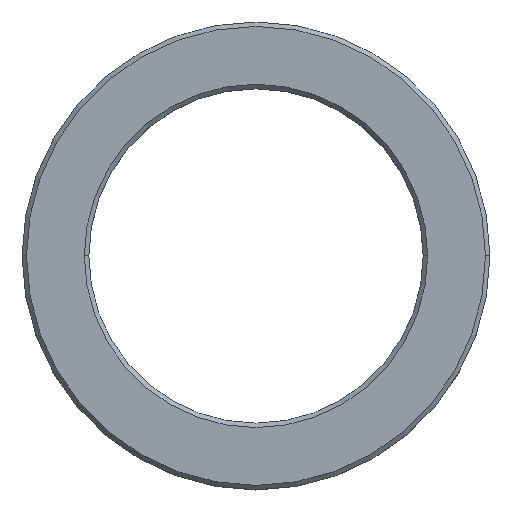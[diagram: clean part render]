
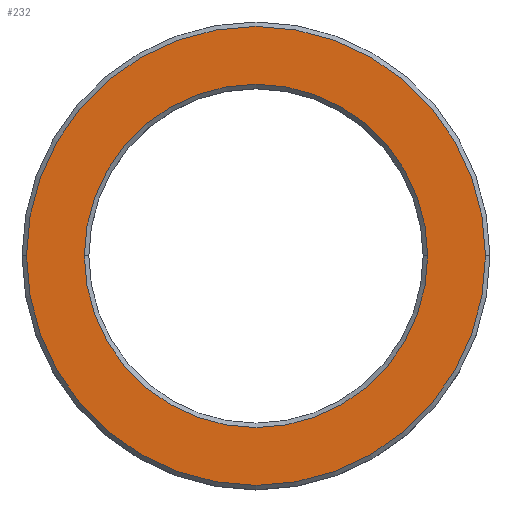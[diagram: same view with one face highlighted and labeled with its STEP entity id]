
A CAD part, top view. The second image highlights one B-rep face of the part: STEP entity #232.
In plain terms, the highlighted planar face has unit normal (0, 0, 1).
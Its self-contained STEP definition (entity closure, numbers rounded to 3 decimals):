
#63=CARTESIAN_POINT('Vertex',(-7.705,0.,5.)) ;
#66=CARTESIAN_POINT('Axis2P3D Location',(0.,0.,5.)) ;
#70=CARTESIAN_POINT('Vertex',(7.705,0.,5.)) ;
#97=CARTESIAN_POINT('Axis2P3D Location',(0.,0.,5.)) ;
#205=CARTESIAN_POINT('Axis2P3D Location',(0.,0.,5.)) ;
#210=CARTESIAN_POINT('Axis2P3D Location',(0.,0.,5.)) ;
#214=CARTESIAN_POINT('Vertex',(-10.3,0.,5.)) ;
#216=CARTESIAN_POINT('Vertex',(10.3,0.,5.)) ;
#219=CARTESIAN_POINT('Axis2P3D Location',(0.,0.,5.)) ;
#67=DIRECTION('Axis2P3D Direction',(0.,0.,1.)) ;
#98=DIRECTION('Axis2P3D Direction',(0.,0.,1.)) ;
#206=DIRECTION('Axis2P3D Direction',(0.,0.,1.)) ;
#207=DIRECTION('Axis2P3D XDirection',(1.,0.,0.)) ;
#211=DIRECTION('Axis2P3D Direction',(0.,0.,1.)) ;
#220=DIRECTION('Axis2P3D Direction',(0.,0.,1.)) ;
#68=AXIS2_PLACEMENT_3D('Circle Axis2P3D',#66,#67,$) ;
#99=AXIS2_PLACEMENT_3D('Circle Axis2P3D',#97,#98,$) ;
#208=AXIS2_PLACEMENT_3D('Plane Axis2P3D',#205,#206,#207) ;
#212=AXIS2_PLACEMENT_3D('Circle Axis2P3D',#210,#211,$) ;
#221=AXIS2_PLACEMENT_3D('Circle Axis2P3D',#219,#220,$) ;
#225=ORIENTED_EDGE('',*,*,#218,.T.) ;
#226=ORIENTED_EDGE('',*,*,#223,.T.) ;
#229=ORIENTED_EDGE('',*,*,#101,.F.) ;
#230=ORIENTED_EDGE('',*,*,#72,.F.) ;
#231=FACE_BOUND('',#228,.T.) ;
#232=ADVANCED_FACE('Corps principal',(#227,#231),#209,.T.) ;
#69=CIRCLE('generated circle',#68,7.705) ;
#100=CIRCLE('generated circle',#99,7.705) ;
#213=CIRCLE('generated circle',#212,10.3) ;
#222=CIRCLE('generated circle',#221,10.3) ;
#72=EDGE_CURVE('',#64,#71,#69,.T.) ;
#101=EDGE_CURVE('',#71,#64,#100,.T.) ;
#218=EDGE_CURVE('',#215,#217,#213,.T.) ;
#223=EDGE_CURVE('',#217,#215,#222,.T.) ;
#224=EDGE_LOOP('',(#225,#226)) ;
#228=EDGE_LOOP('',(#229,#230)) ;
#227=FACE_OUTER_BOUND('',#224,.T.) ;
#209=PLANE('Plane',#208) ;
#64=VERTEX_POINT('',#63) ;
#71=VERTEX_POINT('',#70) ;
#215=VERTEX_POINT('',#214) ;
#217=VERTEX_POINT('',#216) ;
